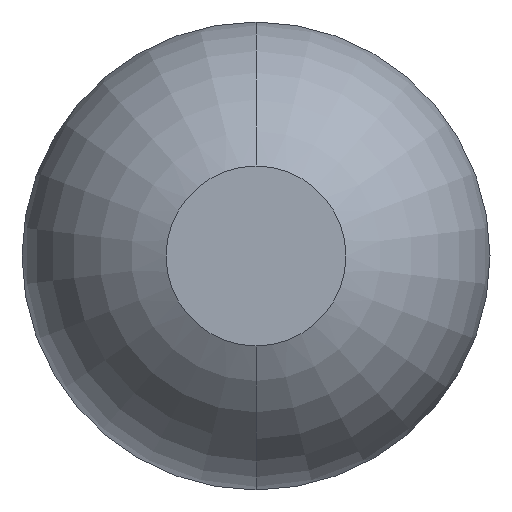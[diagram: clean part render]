
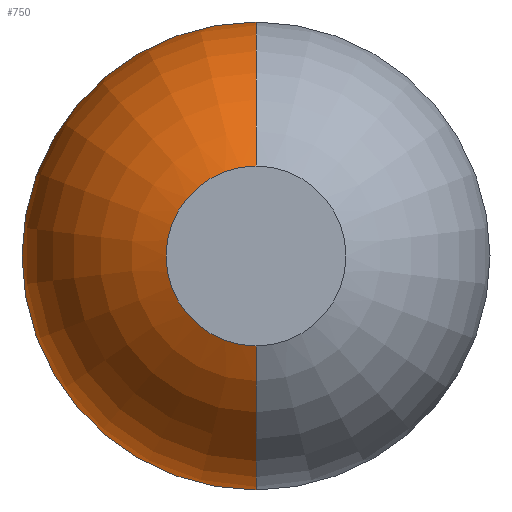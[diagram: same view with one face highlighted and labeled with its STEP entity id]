
A CAD part, front view. The second image highlights one B-rep face of the part: STEP entity #750.
In plain terms, the highlighted toroidal (fillet/blend) face has major radius 0.01 mm and minor radius 0.4 mm.
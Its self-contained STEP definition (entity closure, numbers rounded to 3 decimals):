
#107 = AXIS2_PLACEMENT_3D ( 'NONE', #1396, #3472, #3732 ) ;
#252 = CARTESIAN_POINT ( 'NONE',  ( 0., -27.7, 0. ) ) ;
#326 = VERTEX_POINT ( 'NONE', #2925 ) ;
#556 = DIRECTION ( 'NONE',  ( 0., 0., 1. ) ) ;
#589 = VERTEX_POINT ( 'NONE', #1957 ) ;
#603 = DIRECTION ( 'NONE',  ( 0., 1., 0. ) ) ;
#604 = DIRECTION ( 'NONE',  ( -1., 0., 0. ) ) ;
#616 = DIRECTION ( 'NONE',  ( 0., 0., 1. ) ) ;
#638 = TOROIDAL_SURFACE ( 'NONE', #2889, -0.01, 0.4 ) ;
#711 = EDGE_CURVE ( 'Defeature ausgef�hrt1_17+Defeature ausgef�hrt1_0+Defeature ausgef�hrt1_0+Defeature ausgef�hrt1_0', #326, #3773, #3671, .T. ) ;
#720 = EDGE_LOOP ( 'NONE', ( #1107, #2050, #1425, #1679 ) ) ;
#750 = ADVANCED_FACE ( 'Defeature ausgef�hrt1_0', ( #1783 ), #638, .T. ) ;
#1107 = ORIENTED_EDGE ( 'NONE', *, *, #2037, .F. ) ;
#1370 = EDGE_CURVE ( 'Defeature ausgef�hrt1_6+Defeature ausgef�hrt1_0+Defeature ausgef�hrt1_0+Defeature ausgef�hrt1_0', #3074, #589, #2055, .T. ) ;
#1396 = CARTESIAN_POINT ( 'NONE',  ( 0., -27.333, 0.01 ) ) ;
#1425 = ORIENTED_EDGE ( 'NONE', *, *, #3376, .T. ) ;
#1464 = DIRECTION ( 'NONE',  ( 0., 0., 1. ) ) ;
#1626 = AXIS2_PLACEMENT_3D ( 'NONE', #3012, #2375, #616 ) ;
#1679 = ORIENTED_EDGE ( 'NONE', *, *, #1370, .F. ) ;
#1763 = CARTESIAN_POINT ( 'NONE',  ( 0., -27.333, -0.01 ) ) ;
#1768 = CIRCLE ( 'NONE', #3111, 0.4 ) ;
#1783 = FACE_OUTER_BOUND ( 'NONE', #720, .T. ) ;
#1957 = CARTESIAN_POINT ( 'NONE',  ( 0., -27.333, 0.39 ) ) ;
#2037 = EDGE_CURVE ( 'NONE', #3773, #3074, #3712, .T. ) ;
#2050 = ORIENTED_EDGE ( 'NONE', *, *, #711, .F. ) ;
#2055 = CIRCLE ( 'NONE', #1626, 0.39 ) ;
#2314 = DIRECTION ( 'NONE',  ( 0., -1., 0. ) ) ;
#2375 = DIRECTION ( 'NONE',  ( 0., 1., 0. ) ) ;
#2387 = CARTESIAN_POINT ( 'NONE',  ( 0., -27.333, 0. ) ) ;
#2668 = DIRECTION ( 'NONE',  ( 0., 0., 1. ) ) ;
#2889 = AXIS2_PLACEMENT_3D ( 'NONE', #2387, #603, #1464 ) ;
#2925 = CARTESIAN_POINT ( 'NONE',  ( 0., -27.7, 0.15 ) ) ;
#3012 = CARTESIAN_POINT ( 'NONE',  ( 0., -27.333, 0. ) ) ;
#3074 = VERTEX_POINT ( 'NONE', #3380 ) ;
#3111 = AXIS2_PLACEMENT_3D ( 'NONE', #1763, #604, #2668 ) ;
#3137 = AXIS2_PLACEMENT_3D ( 'NONE', #252, #2314, #556 ) ;
#3376 = EDGE_CURVE ( 'NONE', #326, #589, #1768, .T. ) ;
#3380 = CARTESIAN_POINT ( 'NONE',  ( 0., -27.333, -0.39 ) ) ;
#3472 = DIRECTION ( 'NONE',  ( 1., 0., 0. ) ) ;
#3671 = CIRCLE ( 'NONE', #3137, 0.15 ) ;
#3712 = CIRCLE ( 'NONE', #107, 0.4 ) ;
#3720 = CARTESIAN_POINT ( 'NONE',  ( 0., -27.7, -0.15 ) ) ;
#3732 = DIRECTION ( 'NONE',  ( 0., 0., -1. ) ) ;
#3773 = VERTEX_POINT ( 'NONE', #3720 ) ;
